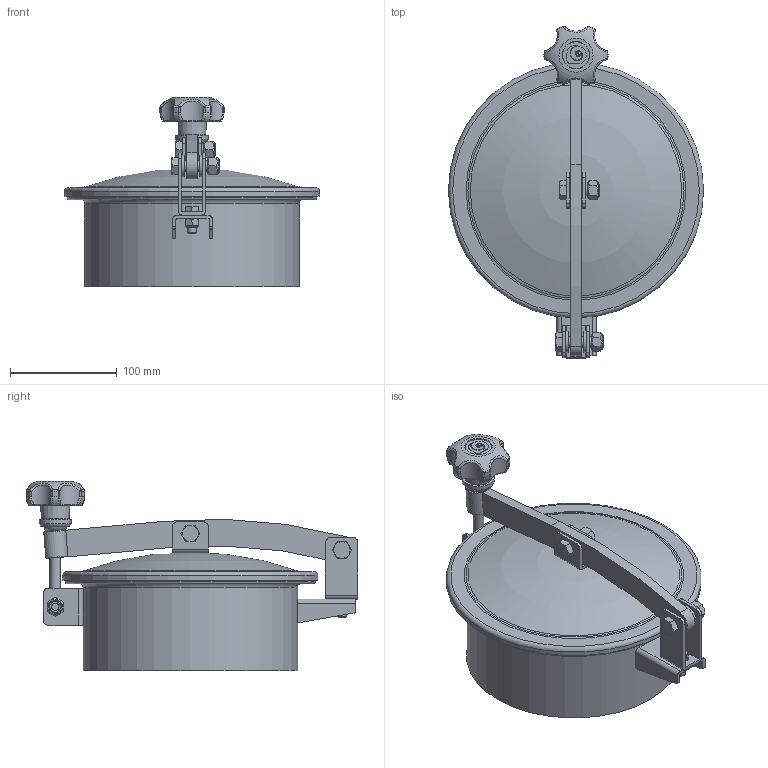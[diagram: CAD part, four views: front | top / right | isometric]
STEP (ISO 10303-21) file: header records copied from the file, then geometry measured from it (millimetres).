
FILE_DESCRIPTION(/* description */ ('Unknown'),/* implementation_level */ '2;1');
FILE_NAME(/* name */ 'FA56E6080 MOD T1_200 rev 02',/* time_stamp */ '2016-07-01T16:57:54+02:00',/* author */ ('Unknown'),/* organization */ ('Unknown'),/* preprocessor_version */ 'ST-DEVELOPER v16',/* originating_system */ 'DEX',/* authorisation */ $);
FILE_SCHEMA (('AUTOMOTIVE_DESIGN {1 0 10303 214 3 1 1}'));
Length unit declared in the file: millimetre
Products named in the file (26): FA56E6080 MOD T1_200 rev 02; 7TA5680 rev 02; 8AL00-03 rev 01; 81047; 81050 rev 02; 7CA5600; 8AS201 rev 01; 81003; 9636 assieme; 81087 rev 03; 95006; 97003; 95203; 95012; 91001 rev 01; 95206; 71021 rev 02; 8P109 rev 02; 97209 rev 03; 94160 c_rond; 94160 rev 0; 94160_1 rev 0; 97057; 97056; 97321
Assembly tree (32 placements, depth 4):
  FA56E6080 MOD T1_200 rev 02
    7TA5680 rev 02
      8AL00-03 rev 01
      81047
      81050 rev 02
    7CA5600
      8AS201 rev 01
      81003
    9636 assieme
    81087 rev 03
    95006
    97003  x4
    95203
    95012  x3
    91001 rev 01
    95206  x3
    71021 rev 02
      8P109 rev 02
      97209 rev 03
    94160 c_rond
      94160 rev 0
        94160 rev 0
        94160_1 rev 0
      97057
    97056
    97321
Bounding box: 239 x 310.84 x 177.25 mm (x, y, z)
Volume: 461579.4 mm3; surface area: 357129.4 mm2
Topology: 27 solids, 27 shells, 943 faces, 2458 edges, 1588 vertices
Faces by surface type: plane 523, cylinder 253, cone 58, torus 57, bspline 32, sphere 20
Full cylindrical faces by diameter (mm): 6.8 x1, 8 x1, 8.376 x1, 8.5 x3, 10 x4, 10.2 x10, 10.25 x2, 10.5 x3, 12.09 x3, 15.5 x2, 17 x1, 17.5 x1, 18 x1, 18.3 x1, 19 x1, 19.8 x1, 20 x6, 25 x1, 25.7 x1, 30 x1, 197 x1, 201 x1, 222 x1, 225 x1, 226 x1, 234 x1, 236 x1, 239 x1
Entity records: 33904 total; most frequent: CARTESIAN_POINT 8928, DIRECTION 4537, ORIENTED_EDGE 4274, EDGE_CURVE 2137, AXIS2_PLACEMENT_3D 1682, VERTEX_POINT 1429, LINE 1173, VECTOR 1173
